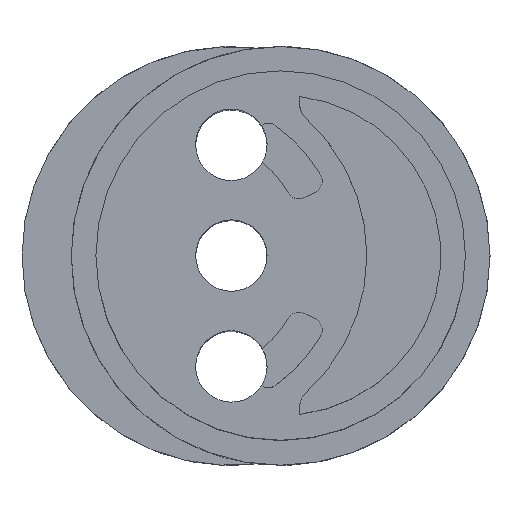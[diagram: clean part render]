
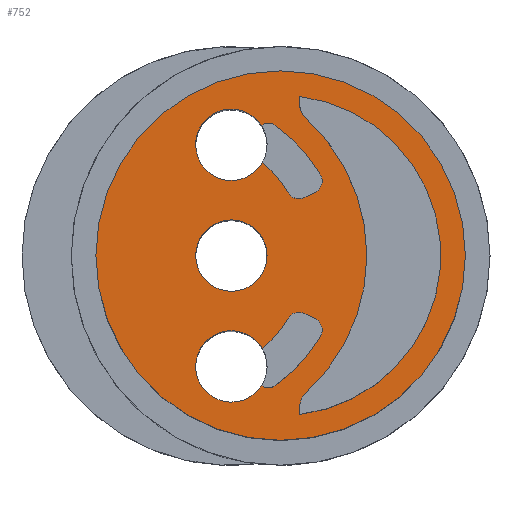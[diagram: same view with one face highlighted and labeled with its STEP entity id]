
A CAD part, top view. The second image highlights one B-rep face of the part: STEP entity #752.
In plain terms, the highlighted planar face has unit normal (0, 0, 1).
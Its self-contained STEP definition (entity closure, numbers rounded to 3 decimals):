
#20=FACE_BOUND('',#95,.T.);
#21=FACE_BOUND('',#96,.T.);
#22=FACE_BOUND('',#97,.T.);
#23=FACE_BOUND('',#98,.T.);
#28=PLANE('',#833);
#50=FACE_OUTER_BOUND('',#94,.T.);
#94=EDGE_LOOP('',(#549));
#95=EDGE_LOOP('',(#550));
#96=EDGE_LOOP('',(#551,#552,#553,#554));
#97=EDGE_LOOP('',(#555,#556,#557,#558,#559,#560,#561));
#98=EDGE_LOOP('',(#562,#563,#564,#565,#566,#567,#568));
#152=LINE('',#1309,#193);
#153=LINE('',#1318,#194);
#193=VECTOR('',#1034,10.);
#194=VECTOR('',#1043,10.);
#216=CIRCLE('',#789,6.5);
#217=CIRCLE('',#791,7.5);
#220=CIRCLE('',#795,1.45);
#225=CIRCLE('',#801,1.45);
#236=CIRCLE('',#815,0.5);
#248=CIRCLE('',#831,0.5);
#250=CIRCLE('',#834,1.45);
#251=CIRCLE('',#835,1.);
#252=CIRCLE('',#836,7.5);
#253=CIRCLE('',#837,1.);
#254=CIRCLE('',#838,6.5);
#255=CIRCLE('',#839,0.5);
#256=CIRCLE('',#840,0.5);
#257=CIRCLE('',#841,5.);
#258=CIRCLE('',#842,5.);
#259=CIRCLE('',#843,0.5);
#260=CIRCLE('',#844,0.5);
#261=CIRCLE('',#845,6.5);
#291=VERTEX_POINT('',#1192);
#292=VERTEX_POINT('',#1194);
#293=VERTEX_POINT('',#1198);
#297=VERTEX_POINT('',#1207);
#298=VERTEX_POINT('',#1209);
#305=VERTEX_POINT('',#1226);
#307=VERTEX_POINT('',#1229);
#320=VERTEX_POINT('',#1262);
#330=VERTEX_POINT('',#1291);
#332=VERTEX_POINT('',#1297);
#333=VERTEX_POINT('',#1299);
#334=VERTEX_POINT('',#1301);
#335=VERTEX_POINT('',#1304);
#336=VERTEX_POINT('',#1306);
#337=VERTEX_POINT('',#1308);
#338=VERTEX_POINT('',#1310);
#339=VERTEX_POINT('',#1313);
#340=VERTEX_POINT('',#1315);
#341=VERTEX_POINT('',#1317);
#342=VERTEX_POINT('',#1319);
#367=EDGE_CURVE('',#291,#292,#216,.T.);
#369=EDGE_CURVE('',#293,#293,#217,.T.);
#374=EDGE_CURVE('',#298,#297,#220,.T.);
#384=EDGE_CURVE('',#307,#305,#225,.T.);
#402=EDGE_CURVE('',#320,#297,#236,.F.);
#416=EDGE_CURVE('',#307,#330,#248,.F.);
#419=EDGE_CURVE('',#332,#332,#250,.T.);
#420=EDGE_CURVE('',#333,#291,#251,.F.);
#421=EDGE_CURVE('',#333,#334,#252,.T.);
#422=EDGE_CURVE('',#292,#334,#253,.F.);
#423=EDGE_CURVE('',#320,#335,#254,.T.);
#424=EDGE_CURVE('',#336,#335,#255,.F.);
#425=EDGE_CURVE('',#336,#337,#152,.T.);
#426=EDGE_CURVE('',#338,#337,#256,.F.);
#427=EDGE_CURVE('',#338,#298,#257,.T.);
#428=EDGE_CURVE('',#305,#339,#258,.T.);
#429=EDGE_CURVE('',#340,#339,#259,.F.);
#430=EDGE_CURVE('',#340,#341,#153,.T.);
#431=EDGE_CURVE('',#342,#341,#260,.F.);
#432=EDGE_CURVE('',#342,#330,#261,.T.);
#549=ORIENTED_EDGE('',*,*,#369,.T.);
#550=ORIENTED_EDGE('',*,*,#419,.T.);
#551=ORIENTED_EDGE('',*,*,#367,.F.);
#552=ORIENTED_EDGE('',*,*,#420,.F.);
#553=ORIENTED_EDGE('',*,*,#421,.T.);
#554=ORIENTED_EDGE('',*,*,#422,.F.);
#555=ORIENTED_EDGE('',*,*,#374,.T.);
#556=ORIENTED_EDGE('',*,*,#402,.F.);
#557=ORIENTED_EDGE('',*,*,#423,.T.);
#558=ORIENTED_EDGE('',*,*,#424,.F.);
#559=ORIENTED_EDGE('',*,*,#425,.T.);
#560=ORIENTED_EDGE('',*,*,#426,.F.);
#561=ORIENTED_EDGE('',*,*,#427,.T.);
#562=ORIENTED_EDGE('',*,*,#384,.T.);
#563=ORIENTED_EDGE('',*,*,#428,.T.);
#564=ORIENTED_EDGE('',*,*,#429,.F.);
#565=ORIENTED_EDGE('',*,*,#430,.T.);
#566=ORIENTED_EDGE('',*,*,#431,.F.);
#567=ORIENTED_EDGE('',*,*,#432,.T.);
#568=ORIENTED_EDGE('',*,*,#416,.F.);
#752=ADVANCED_FACE('',(#50,#20,#21,#22,#23),#28,.T.);
#789=AXIS2_PLACEMENT_3D('',#1195,#914,#915);
#791=AXIS2_PLACEMENT_3D('',#1199,#919,#920);
#795=AXIS2_PLACEMENT_3D('',#1210,#929,#930);
#801=AXIS2_PLACEMENT_3D('',#1230,#946,#947);
#815=AXIS2_PLACEMENT_3D('',#1264,#981,#982);
#831=AXIS2_PLACEMENT_3D('',#1292,#1015,#1016);
#833=AXIS2_PLACEMENT_3D('',#1296,#1020,#1021);
#834=AXIS2_PLACEMENT_3D('',#1298,#1022,#1023);
#835=AXIS2_PLACEMENT_3D('',#1300,#1024,#1025);
#836=AXIS2_PLACEMENT_3D('',#1302,#1026,#1027);
#837=AXIS2_PLACEMENT_3D('',#1303,#1028,#1029);
#838=AXIS2_PLACEMENT_3D('',#1305,#1030,#1031);
#839=AXIS2_PLACEMENT_3D('',#1307,#1032,#1033);
#840=AXIS2_PLACEMENT_3D('',#1311,#1035,#1036);
#841=AXIS2_PLACEMENT_3D('',#1312,#1037,#1038);
#842=AXIS2_PLACEMENT_3D('',#1314,#1039,#1040);
#843=AXIS2_PLACEMENT_3D('',#1316,#1041,#1042);
#844=AXIS2_PLACEMENT_3D('',#1320,#1044,#1045);
#845=AXIS2_PLACEMENT_3D('',#1321,#1046,#1047);
#914=DIRECTION('center_axis',(0.,0.,1.));
#915=DIRECTION('ref_axis',(-1.,0.,0.));
#919=DIRECTION('center_axis',(0.,0.,1.));
#920=DIRECTION('ref_axis',(1.,0.,0.));
#929=DIRECTION('center_axis',(0.,0.,-1.));
#930=DIRECTION('ref_axis',(-1.,0.,0.));
#946=DIRECTION('center_axis',(0.,0.,-1.));
#947=DIRECTION('ref_axis',(-1.,0.,0.));
#981=DIRECTION('center_axis',(0.,0.,-1.));
#982=DIRECTION('ref_axis',(-0.203,0.979,0.));
#1015=DIRECTION('center_axis',(0.,0.,-1.));
#1016=DIRECTION('ref_axis',(-0.203,-0.979,0.));
#1020=DIRECTION('center_axis',(0.,0.,1.));
#1021=DIRECTION('ref_axis',(1.,0.,0.));
#1022=DIRECTION('center_axis',(0.,0.,-1.));
#1023=DIRECTION('ref_axis',(-1.,0.,0.));
#1024=DIRECTION('center_axis',(0.,0.,-1.));
#1025=DIRECTION('ref_axis',(-0.874,-0.486,0.));
#1026=DIRECTION('center_axis',(0.,0.,1.));
#1027=DIRECTION('ref_axis',(-1.,0.,0.));
#1028=DIRECTION('center_axis',(0.,0.,-1.));
#1029=DIRECTION('ref_axis',(-0.874,0.486,0.));
#1030=DIRECTION('center_axis',(0.,0.,-1.));
#1031=DIRECTION('ref_axis',(-1.,0.,0.));
#1032=DIRECTION('center_axis',(0.,0.,-1.));
#1033=DIRECTION('ref_axis',(0.955,-0.296,0.));
#1034=DIRECTION('',(-0.903,-0.429,0.));
#1035=DIRECTION('center_axis',(0.,0.,-1.));
#1036=DIRECTION('ref_axis',(-0.292,-0.956,0.));
#1037=DIRECTION('center_axis',(0.,0.,1.));
#1038=DIRECTION('ref_axis',(-1.,0.,0.));
#1039=DIRECTION('center_axis',(0.,0.,1.));
#1040=DIRECTION('ref_axis',(-1.,0.,0.));
#1041=DIRECTION('center_axis',(0.,0.,-1.));
#1042=DIRECTION('ref_axis',(-0.292,0.956,0.));
#1043=DIRECTION('',(0.903,-0.429,0.));
#1044=DIRECTION('center_axis',(0.,0.,-1.));
#1045=DIRECTION('ref_axis',(0.955,0.296,0.));
#1046=DIRECTION('center_axis',(0.,0.,-1.));
#1047=DIRECTION('ref_axis',(-1.,0.,0.));
#1192=CARTESIAN_POINT('',(2.769,-6.454,8.25));
#1194=CARTESIAN_POINT('',(2.769,6.454,8.25));
#1195=CARTESIAN_POINT('Origin',(2.,0.,8.25));
#1198=CARTESIAN_POINT('',(-5.5,0.,8.25));
#1199=CARTESIAN_POINT('Origin',(2.,0.,8.25));
#1207=CARTESIAN_POINT('',(1.219,5.285,8.25));
#1209=CARTESIAN_POINT('',(1.263,3.788,8.25));
#1210=CARTESIAN_POINT('Origin',(0.,4.5,
8.25));
#1226=CARTESIAN_POINT('',(1.263,-3.788,8.25));
#1229=CARTESIAN_POINT('',(1.219,-5.285,8.25));
#1230=CARTESIAN_POINT('Origin',(0.,-4.5,8.25));
#1262=CARTESIAN_POINT('',(1.793,5.279,8.25));
#1264=CARTESIAN_POINT('Origin',(1.501,4.873,8.25));
#1291=CARTESIAN_POINT('',(1.793,-5.279,8.25));
#1292=CARTESIAN_POINT('Origin',(1.501,-4.873,8.25));
#1296=CARTESIAN_POINT('Origin',(2.,0.,8.25));
#1297=CARTESIAN_POINT('',(1.45,0.,8.25));
#1298=CARTESIAN_POINT('Origin',(0.,0.,
8.25));
#1299=CARTESIAN_POINT('',(3.074,-5.524,8.25));
#1300=CARTESIAN_POINT('Origin',(3.75,-6.26,8.25));
#1301=CARTESIAN_POINT('',(3.074,5.524,8.25));
#1302=CARTESIAN_POINT('Origin',(-2.,0.,
8.25));
#1303=CARTESIAN_POINT('Origin',(3.75,6.26,8.25));
#1304=CARTESIAN_POINT('',(3.619,3.268,8.25));
#1305=CARTESIAN_POINT('Origin',(-2.,0.,8.25));
#1306=CARTESIAN_POINT('',(3.401,2.565,8.25));
#1307=CARTESIAN_POINT('Origin',(3.187,3.016,8.25));
#1308=CARTESIAN_POINT('',(2.948,2.349,8.25));
#1309=CARTESIAN_POINT('',(1.89,1.847,8.25));
#1310=CARTESIAN_POINT('',(2.303,2.546,8.25));
#1311=CARTESIAN_POINT('Origin',(2.733,2.801,8.25));
#1312=CARTESIAN_POINT('Origin',(-2.,0.,8.25));
#1313=CARTESIAN_POINT('',(2.303,-2.546,8.25));
#1314=CARTESIAN_POINT('Origin',(-2.,0.,8.25));
#1315=CARTESIAN_POINT('',(2.948,-2.349,8.25));
#1316=CARTESIAN_POINT('Origin',(2.733,-2.801,8.25));
#1317=CARTESIAN_POINT('',(3.401,-2.565,8.25));
#1318=CARTESIAN_POINT('',(2.568,-2.169,8.25));
#1319=CARTESIAN_POINT('',(3.619,-3.268,8.25));
#1320=CARTESIAN_POINT('Origin',(3.187,-3.016,8.25));
#1321=CARTESIAN_POINT('Origin',(-2.,0.,8.25));
